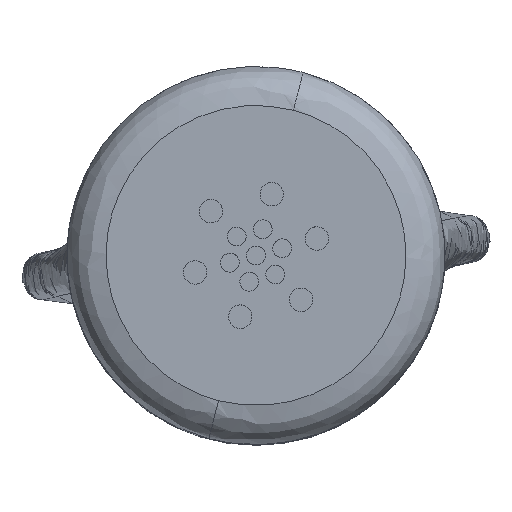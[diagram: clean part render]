
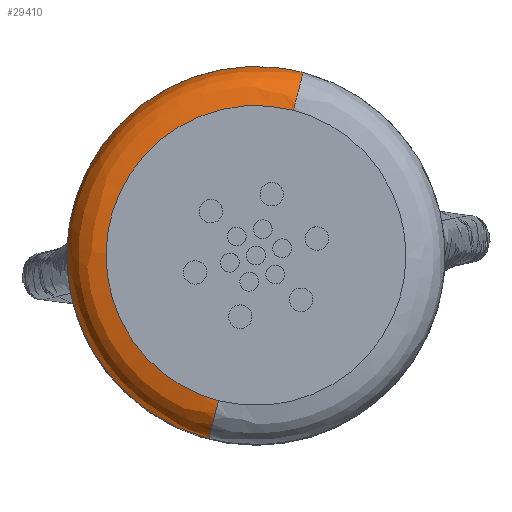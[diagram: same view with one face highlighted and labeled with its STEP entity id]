
A CAD part, top view. The second image highlights one B-rep face of the part: STEP entity #29410.
In plain terms, the highlighted free-form (B-spline) face has degree [2, 2] with [5, 3] control points.
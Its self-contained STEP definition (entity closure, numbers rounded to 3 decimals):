
#23016 = VERTEX_POINT('',#23017);
#23017 = CARTESIAN_POINT('',(-37.238,-27.089,
    134.744));
#23024 = EDGE_CURVE('',#23016,#23025,#23027,.T.);
#23025 = VERTEX_POINT('',#23026);
#23026 = CARTESIAN_POINT('',(-19.322,42.484,
    134.744));
#23027 = ( BOUNDED_CURVE() B_SPLINE_CURVE(2,(#23028,#23029,#23030,#23031
,#23032),.UNSPECIFIED.,.F.,.F.) B_SPLINE_CURVE_WITH_KNOTS((3,2,3),(
    3.142,4.712,6.283),
.PIECEWISE_BEZIER_KNOTS.) CURVE() GEOMETRIC_REPRESENTATION_ITEM() 
RATIONAL_B_SPLINE_CURVE((1.,0.707,1.,0.707,1.)) 
REPRESENTATION_ITEM('') );
#23028 = CARTESIAN_POINT('',(-37.238,-27.089,
    134.744));
#23029 = CARTESIAN_POINT('',(-72.024,-18.131,
    134.744));
#23030 = CARTESIAN_POINT('',(-63.066,16.655,
    134.744));
#23031 = CARTESIAN_POINT('',(-54.109,51.441,
    134.744));
#23032 = CARTESIAN_POINT('',(-19.322,42.484,
    134.744));
#23095 = EDGE_CURVE('',#23096,#23098,#23100,.T.);
#23096 = VERTEX_POINT('',#23097);
#23097 = CARTESIAN_POINT('',(-21.175,35.29,
    142.172));
#23098 = VERTEX_POINT('',#23099);
#23099 = CARTESIAN_POINT('',(-35.386,-19.896,
    142.172));
#23100 = ( BOUNDED_CURVE() B_SPLINE_CURVE(2,(#23101,#23102,#23103,#23104
,#23105),.UNSPECIFIED.,.F.,.F.) B_SPLINE_CURVE_WITH_KNOTS((3,2,3),(0.,
1.571,3.142),.PIECEWISE_BEZIER_KNOTS.) CURVE() 
GEOMETRIC_REPRESENTATION_ITEM() RATIONAL_B_SPLINE_CURVE((1.,
0.707,1.,0.707,1.)) REPRESENTATION_ITEM('') );
#23101 = CARTESIAN_POINT('',(-21.175,35.29,
    142.172));
#23102 = CARTESIAN_POINT('',(-48.768,42.396,
    142.172));
#23103 = CARTESIAN_POINT('',(-55.873,14.803,
    142.172));
#23104 = CARTESIAN_POINT('',(-62.979,-12.79,
    142.172));
#23105 = CARTESIAN_POINT('',(-35.386,-19.896,
    142.172));
#29410 = ADVANCED_FACE('',(#29411),#29427,.T.);
#29411 = FACE_BOUND('',#29412,.T.);
#29412 = EDGE_LOOP('',(#29413,#29419,#29420,#29426));
#29413 = ORIENTED_EDGE('',*,*,#29414,.F.);
#29414 = EDGE_CURVE('',#23025,#23096,#29415,.T.);
#29415 = ( BOUNDED_CURVE() B_SPLINE_CURVE(2,(#29416,#29417,#29418),
.UNSPECIFIED.,.F.,.F.) B_SPLINE_CURVE_WITH_KNOTS((3,3),(0.,
1.571),.PIECEWISE_BEZIER_KNOTS.) CURVE() 
GEOMETRIC_REPRESENTATION_ITEM() RATIONAL_B_SPLINE_CURVE((1.,
0.707,1.)) REPRESENTATION_ITEM('') );
#29416 = CARTESIAN_POINT('',(-19.322,42.484,
    134.744));
#29417 = CARTESIAN_POINT('',(-19.322,42.484,
    142.172));
#29418 = CARTESIAN_POINT('',(-21.175,35.29,
    142.172));
#29419 = ORIENTED_EDGE('',*,*,#23024,.F.);
#29420 = ORIENTED_EDGE('',*,*,#29421,.F.);
#29421 = EDGE_CURVE('',#23098,#23016,#29422,.T.);
#29422 = ( BOUNDED_CURVE() B_SPLINE_CURVE(2,(#29423,#29424,#29425),
.UNSPECIFIED.,.F.,.F.) B_SPLINE_CURVE_WITH_KNOTS((3,3),(3.142,
4.712),.PIECEWISE_BEZIER_KNOTS.) CURVE() 
GEOMETRIC_REPRESENTATION_ITEM() RATIONAL_B_SPLINE_CURVE((1.,
0.707,1.)) REPRESENTATION_ITEM('') );
#29423 = CARTESIAN_POINT('',(-35.386,-19.896,
    142.172));
#29424 = CARTESIAN_POINT('',(-37.238,-27.089,
    142.172));
#29425 = CARTESIAN_POINT('',(-37.238,-27.089,
    134.744));
#29426 = ORIENTED_EDGE('',*,*,#23095,.F.);
#29427 = ( BOUNDED_SURFACE() B_SPLINE_SURFACE(2,2,(
    (#29428,#29429,#29430)
    ,(#29431,#29432,#29433)
    ,(#29434,#29435,#29436)
    ,(#29437,#29438,#29439)
    ,(#29440,#29441,#29442
)),.UNSPECIFIED.,.F.,.F.,.F.) B_SPLINE_SURFACE_WITH_KNOTS((3,2,3),(3,3),
  (0.,1.571,3.142),(0.,1.571),
.PIECEWISE_BEZIER_KNOTS.) GEOMETRIC_REPRESENTATION_ITEM() 
RATIONAL_B_SPLINE_SURFACE((
    (1.,0.707,1.)
    ,(0.707,0.5,0.707)
    ,(1.,0.707,1.)
    ,(0.707,0.5,0.707)
,(1.,0.707,1.))) REPRESENTATION_ITEM('') SURFACE() );
#29428 = CARTESIAN_POINT('',(-19.322,42.484,
    134.744));
#29429 = CARTESIAN_POINT('',(-19.322,42.484,
    142.172));
#29430 = CARTESIAN_POINT('',(-21.175,35.29,
    142.172));
#29431 = CARTESIAN_POINT('',(-54.109,51.441,
    134.744));
#29432 = CARTESIAN_POINT('',(-54.109,51.441,
    142.172));
#29433 = CARTESIAN_POINT('',(-48.768,42.396,
    142.172));
#29434 = CARTESIAN_POINT('',(-63.066,16.655,
    134.744));
#29435 = CARTESIAN_POINT('',(-63.066,16.655,
    142.172));
#29436 = CARTESIAN_POINT('',(-55.873,14.803,
    142.172));
#29437 = CARTESIAN_POINT('',(-72.024,-18.131,
    134.744));
#29438 = CARTESIAN_POINT('',(-72.024,-18.131,
    142.172));
#29439 = CARTESIAN_POINT('',(-62.979,-12.79,
    142.172));
#29440 = CARTESIAN_POINT('',(-37.238,-27.089,
    134.744));
#29441 = CARTESIAN_POINT('',(-37.238,-27.089,
    142.172));
#29442 = CARTESIAN_POINT('',(-35.386,-19.896,
    142.172));
